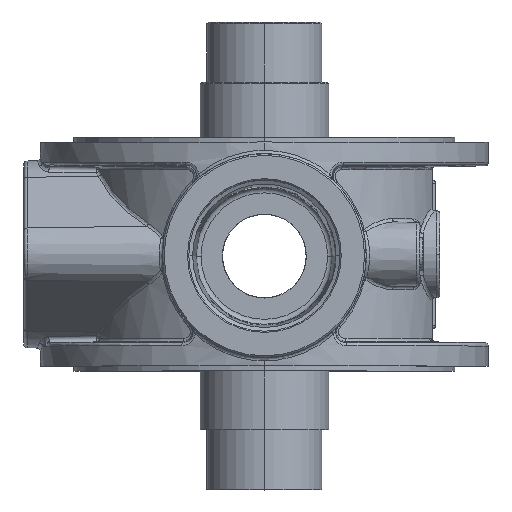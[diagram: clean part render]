
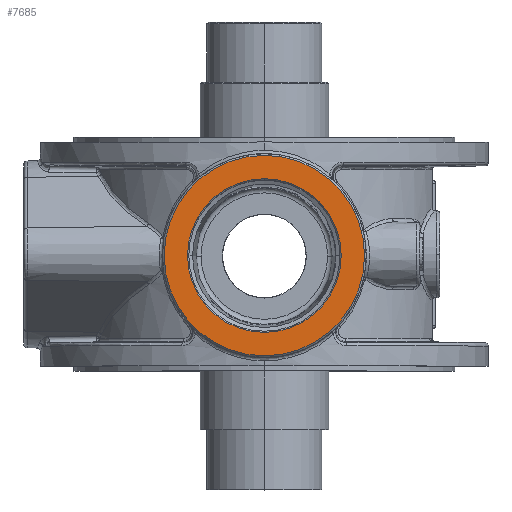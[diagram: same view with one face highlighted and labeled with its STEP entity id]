
A CAD part, top view. The second image highlights one B-rep face of the part: STEP entity #7685.
In plain terms, the highlighted planar face has unit normal (0, 0, 1).
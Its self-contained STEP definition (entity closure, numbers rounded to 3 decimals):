
#413=PLANE('',#8295);
#537=CIRCLE('',#8296,30.);
#538=CIRCLE('',#8297,30.);
#539=CIRCLE('',#8298,23.);
#540=CIRCLE('',#8299,23.);
#1477=ORIENTED_EDGE('',*,*,#3929,.F.);
#1478=ORIENTED_EDGE('',*,*,#3930,.F.);
#1479=ORIENTED_EDGE('',*,*,#3931,.F.);
#1480=ORIENTED_EDGE('',*,*,#3932,.F.);
#3929=EDGE_CURVE('',#5153,#5154,#537,.T.);
#3930=EDGE_CURVE('',#5154,#5153,#538,.T.);
#3931=EDGE_CURVE('',#5155,#5156,#539,.T.);
#3932=EDGE_CURVE('',#5156,#5155,#540,.T.);
#5153=VERTEX_POINT('',#11656);
#5154=VERTEX_POINT('',#11657);
#5155=VERTEX_POINT('',#11660);
#5156=VERTEX_POINT('',#11661);
#6416=EDGE_LOOP('',(#1477,#1478));
#6417=EDGE_LOOP('',(#1479,#1480));
#7001=FACE_BOUND('',#6416,.T.);
#7002=FACE_BOUND('',#6417,.T.);
#7685=ADVANCED_FACE('',(#7001,#7002),#413,.T.);
#8295=AXIS2_PLACEMENT_3D('',#11654,#9324,#9325);
#8296=AXIS2_PLACEMENT_3D('',#11655,#9326,#9327);
#8297=AXIS2_PLACEMENT_3D('',#11658,#9328,#9329);
#8298=AXIS2_PLACEMENT_3D('',#11659,#9330,#9331);
#8299=AXIS2_PLACEMENT_3D('',#11662,#9332,#9333);
#9324=DIRECTION('',(0.,0.,1.));
#9325=DIRECTION('',(1.,0.,0.));
#9326=DIRECTION('',(0.,0.,-1.));
#9327=DIRECTION('',(1.,0.,0.));
#9328=DIRECTION('',(0.,0.,-1.));
#9329=DIRECTION('',(1.,0.,0.));
#9330=DIRECTION('',(0.,0.,1.));
#9331=DIRECTION('',(1.,0.,0.));
#9332=DIRECTION('',(0.,0.,1.));
#9333=DIRECTION('',(1.,0.,0.));
#11654=CARTESIAN_POINT('',(0.,33.,72.5));
#11655=CARTESIAN_POINT('',(0.,33.,72.5));
#11656=CARTESIAN_POINT('',(-30.,33.,72.5));
#11657=CARTESIAN_POINT('',(30.,33.,72.5));
#11658=CARTESIAN_POINT('',(0.,33.,72.5));
#11659=CARTESIAN_POINT('',(0.,33.,72.5));
#11660=CARTESIAN_POINT('',(23.,33.,72.5));
#11661=CARTESIAN_POINT('',(-23.,33.,72.5));
#11662=CARTESIAN_POINT('',(0.,33.,72.5));
